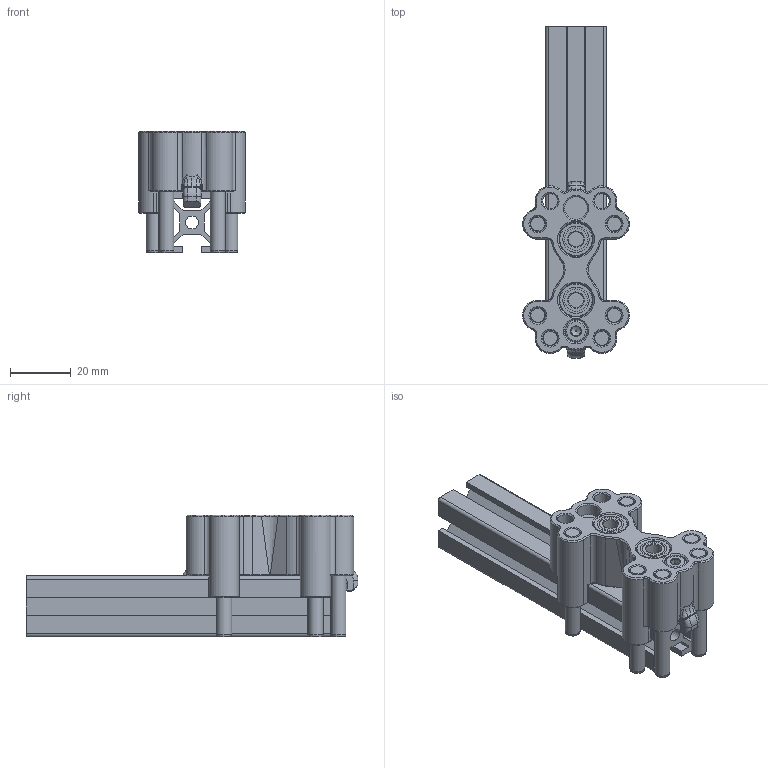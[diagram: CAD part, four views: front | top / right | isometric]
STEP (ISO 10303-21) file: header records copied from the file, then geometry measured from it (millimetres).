
FILE_DESCRIPTION(/* description */ (''),/* implementation_level */ '2;1');
FILE_NAME(/* name */ 'Blind_2.step',/* time_stamp */ '2026-02-15T16:30:10-08:00',/* author */ (''),/* organization */ (''),/* preprocessor_version */ 'ST-DEVELOPER v20.1',/* originating_system */ 'Autodesk Translation Framework v14.24.0.0',/* authorisation */ '');
FILE_SCHEMA (('AUTOMOTIVE_DESIGN { 1 0 10303 214 3 1 1 }'));
Length unit declared in the file: millimetre
Products named in the file (6): 2026-02-14-18-54-31-495; 2026-02-14-20-41-00-779; 2025-12-28-17-25-18-377; 2026-02-15-03-44-28-586; 2026-02-15-03-45-25-427; 2026-02-14-20-46-24-834
Assembly tree (13 placements, depth 2):
  2026-02-14-18-54-31-495
    2026-02-14-20-41-00-779
    2025-12-28-17-25-18-377
    2026-02-15-03-44-28-586
    2026-02-15-03-45-25-427  x6
    2026-02-14-20-46-24-834  x4
Bounding box: 35.1 x 108.94 x 40 mm (x, y, z)
Volume: 44380.9 mm3; surface area: 36722.4 mm2
Topology: 73 solids, 73 shells, 719 faces, 1699 edges, 1030 vertices
Faces by surface type: plane 334, cylinder 141, cone 138, sphere 48, bspline 40, torus 18
Full cylindrical faces by diameter (mm): 4 x1, 4.2 x1, 4.5 x2, 5 x20, 7 x1, 7.385 x16, 7.5 x2, 8.615 x16, 11 x4
Entity records: 18185 total; most frequent: CARTESIAN_POINT 4395, DIRECTION 2814, ORIENTED_EDGE 2796, EDGE_CURVE 1398, AXIS2_PLACEMENT_3D 949, LINE 916, VECTOR 916, VERTEX_POINT 860
